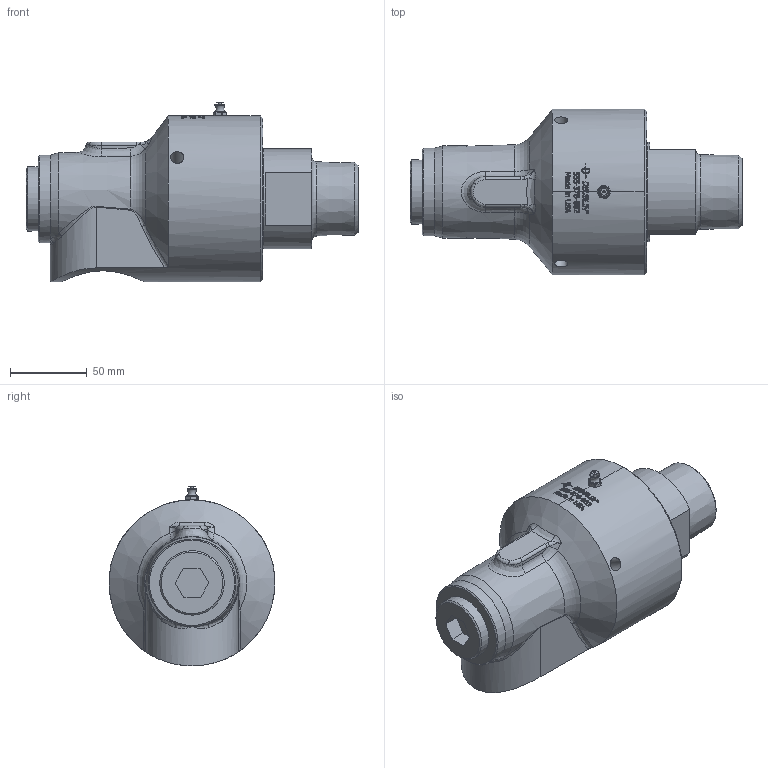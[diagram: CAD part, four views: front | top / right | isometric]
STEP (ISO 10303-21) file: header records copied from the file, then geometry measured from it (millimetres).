
FILE_DESCRIPTION(/* description */ (''),/* implementation_level */ '2;1');
FILE_NAME(/* name */ '555-376-002-IC.stp',/* time_stamp */ '2020-05-20T13:49:13-05:00',/* author */ ('GALINDOLM'),/* organization */ (''),/* preprocessor_version */ 'ST-DEVELOPER v18',/* originating_system */ 'Autodesk Inventor 2020',/* authorisation */ '');
FILE_SCHEMA (('AUTOMOTIVE_DESIGN { 1 0 10303 214 3 1 1 }'));
Products named in the file (1): 555-376-002-IC
Bounding box: 216 x 108 x 116.97 mm (x, y, z)
Volume: 975841.5 mm3; surface area: 87024.8 mm2
Topology: 1 solids, 1 shells, 653 faces, 1745 edges, 1136 vertices
Faces by surface type: bspline 325, plane 206, cylinder 93, cone 15, torus 8, sphere 6
Full cylindrical faces by diameter (mm): 1.5 x1, 5.359 x1, 8.6 x3, 38.1 x1, 43.256 x1, 53.7 x1, 57 x1, 65 x2, 90.07 x1
Entity records: 96350 total; most frequent: CARTESIAN_POINT 81596, ORIENTED_EDGE 3470, DIRECTION 2227, EDGE_CURVE 1735, VERTEX_POINT 1136, AXIS2_PLACEMENT_3D 758, LINE 711, VECTOR 711
